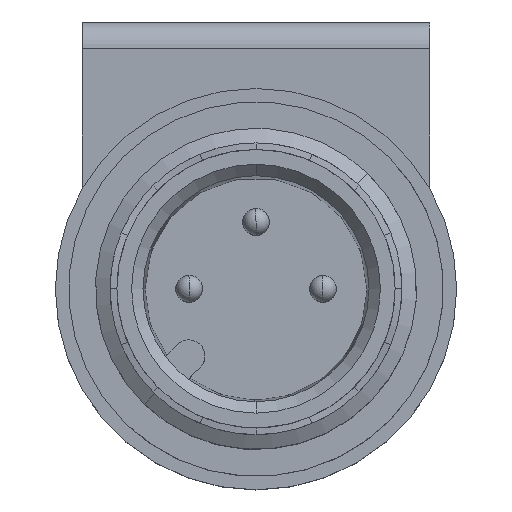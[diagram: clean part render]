
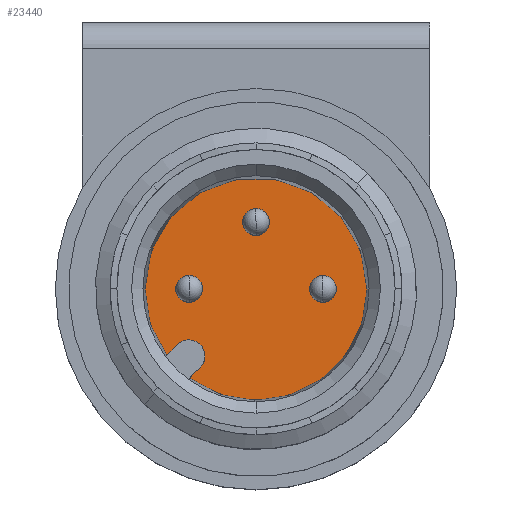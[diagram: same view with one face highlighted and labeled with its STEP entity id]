
A CAD part, top view. The second image highlights one B-rep face of the part: STEP entity #23440.
In plain terms, the highlighted planar face has unit normal (0, 0, 1).
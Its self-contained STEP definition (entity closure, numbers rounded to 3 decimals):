
#20660=CARTESIAN_POINT('',(16.933,31.86,-6.702));
#20670=DIRECTION('',(0.,0.,1.));
#20680=DIRECTION('',(0.707,-0.707,
0.));
#20690=AXIS2_PLACEMENT_3D('',#20660,#20670,#20680);
#20700=CIRCLE('',#20690,0.6);
#20710=CARTESIAN_POINT('',(17.357,31.436,
-6.702));
#20720=VERTEX_POINT('',#20710);
#20730=CARTESIAN_POINT('',(16.933,32.46,-6.702));
#20740=VERTEX_POINT('',#20730);
#20750=EDGE_CURVE('',#20720,#20740,#20700,.T.);
#21150=CARTESIAN_POINT('',(-25.175,31.26,-6.702
));
#21160=DIRECTION('',(-1.,0.,0.));
#21170=VECTOR('',#21160,1.);
#21180=LINE('',#21150,#21170);
#21190=CARTESIAN_POINT('',(16.933,31.26,-6.702))
;
#21200=VERTEX_POINT('',#21190);
#21210=CARTESIAN_POINT('',(16.376,31.26,-6.702)
);
#21220=VERTEX_POINT('',#21210);
#21230=EDGE_CURVE('',#21200,#21220,#21180,.T.);
#21760=CARTESIAN_POINT('',(20.483,31.86,-6.702))
;
#21770=DIRECTION('',(0.,0.,1.));
#21780=DIRECTION('',(0.707,-0.707,
0.));
#21790=AXIS2_PLACEMENT_3D('',#21760,#21770,#21780);
#21800=CIRCLE('',#21790,4.15);
#21810=CARTESIAN_POINT('',(23.417,28.926,
-6.702));
#21820=VERTEX_POINT('',#21810);
#21830=EDGE_CURVE('',#21220,#21820,#21800,.T.);
#22120=CARTESIAN_POINT('',(-23.975,32.46,-6.702
));
#22130=DIRECTION('',(1.,0.,0.));
#22140=VECTOR('',#22130,1.);
#22150=LINE('',#22120,#22140);
#22160=CARTESIAN_POINT('',(16.376,32.46,-6.702)
);
#22170=VERTEX_POINT('',#22160);
#22180=EDGE_CURVE('',#22170,#20740,#22150,.T.);
#22800=CARTESIAN_POINT('',(17.727,29.154,
-6.702));
#22810=DIRECTION('',(0.,0.,1.));
#22820=DIRECTION('',(1.,0.,0.));
#22830=AXIS2_PLACEMENT_3D('',#22800,#22810,#22820);
#22840=PLANE('',#22830);
#22850=CARTESIAN_POINT('',(17.548,34.795,
-6.702));
#22860=VERTEX_POINT('',#22850);
#22870=EDGE_CURVE('',#21820,#22860,#21800,.T.);
#22880=ORIENTED_EDGE('',*,*,#22870,.T.);
#22890=ORIENTED_EDGE('',*,*,#21830,.T.);
#22900=ORIENTED_EDGE('',*,*,#21230,.T.);
#22910=EDGE_CURVE('',#21200,#20720,#20700,.T.);
#22920=ORIENTED_EDGE('',*,*,#22910,.F.);
#22930=ORIENTED_EDGE('',*,*,#20750,.F.);
#22940=ORIENTED_EDGE('',*,*,#22180,.T.);
#22950=EDGE_CURVE('',#22860,#22170,#21800,.T.);
#22960=ORIENTED_EDGE('',*,*,#22950,.T.);
#22970=EDGE_LOOP('',(#22960,#22940,#22930,#22920,#22900,#22890,#22880));
#22980=FACE_OUTER_BOUND('',#22970,.T.);
#22990=CARTESIAN_POINT('',(18.715,33.628,
-6.702));
#23000=DIRECTION('',(0.,0.,1.));
#23010=DIRECTION('',(0.707,-0.707,
0.));
#23020=AXIS2_PLACEMENT_3D('',#22990,#23000,#23010);
#23030=CIRCLE('',#23020,0.5);
#23040=CARTESIAN_POINT('',(19.068,33.274,
-6.702));
#23050=VERTEX_POINT('',#23040);
#23060=CARTESIAN_POINT('',(18.361,33.982,
-6.702));
#23070=VERTEX_POINT('',#23060);
#23080=EDGE_CURVE('',#23050,#23070,#23030,.T.);
#23090=ORIENTED_EDGE('',*,*,#23080,.F.);
#23100=EDGE_CURVE('',#23070,#23050,#23030,.T.);
#23110=ORIENTED_EDGE('',*,*,#23100,.F.);
#23120=EDGE_LOOP('',(#23110,#23090));
#23130=FACE_BOUND('',#23120,.T.);
#23140=CARTESIAN_POINT('',(22.25,30.092,
-6.702));
#23150=DIRECTION('',(0.,0.,1.));
#23160=DIRECTION('',(0.707,-0.707,
0.));
#23170=AXIS2_PLACEMENT_3D('',#23140,#23150,#23160);
#23180=CIRCLE('',#23170,0.5);
#23190=CARTESIAN_POINT('',(22.604,29.739,
-6.702));
#23200=VERTEX_POINT('',#23190);
#23210=CARTESIAN_POINT('',(21.897,30.446,
-6.702));
#23220=VERTEX_POINT('',#23210);
#23230=EDGE_CURVE('',#23200,#23220,#23180,.T.);
#23240=ORIENTED_EDGE('',*,*,#23230,.F.);
#23250=EDGE_CURVE('',#23220,#23200,#23180,.T.);
#23260=ORIENTED_EDGE('',*,*,#23250,.F.);
#23270=EDGE_LOOP('',(#23260,#23240));
#23280=FACE_BOUND('',#23270,.T.);
#23290=CARTESIAN_POINT('',(22.25,33.628,
-6.702));
#23300=DIRECTION('',(0.,0.,1.));
#23310=DIRECTION('',(0.707,-0.707,
0.));
#23320=AXIS2_PLACEMENT_3D('',#23290,#23300,#23310);
#23330=CIRCLE('',#23320,0.5);
#23340=CARTESIAN_POINT('',(22.604,33.274,
-6.702));
#23350=VERTEX_POINT('',#23340);
#23360=CARTESIAN_POINT('',(21.897,33.982,
-6.702));
#23370=VERTEX_POINT('',#23360);
#23380=EDGE_CURVE('',#23350,#23370,#23330,.T.);
#23390=ORIENTED_EDGE('',*,*,#23380,.F.);
#23400=EDGE_CURVE('',#23370,#23350,#23330,.T.);
#23410=ORIENTED_EDGE('',*,*,#23400,.F.);
#23420=EDGE_LOOP('',(#23410,#23390));
#23430=FACE_BOUND('',#23420,.T.);
#23440=ADVANCED_FACE('',(#22980,#23130,#23280,#23430),#22840,.T.);
